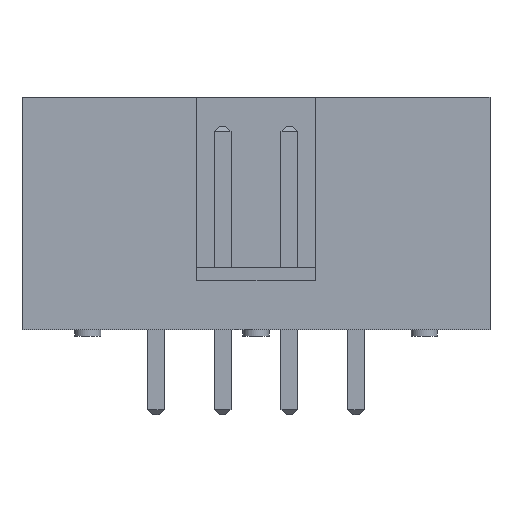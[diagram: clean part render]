
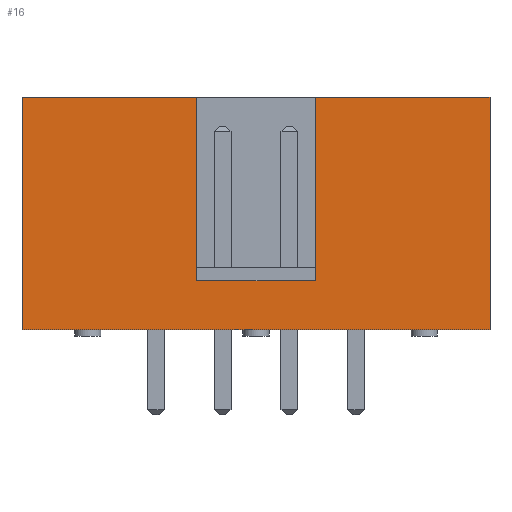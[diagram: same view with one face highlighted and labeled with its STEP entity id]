
A CAD part, left-side view. The second image highlights one B-rep face of the part: STEP entity #16.
In plain terms, the highlighted planar face has unit normal (-1, 0, 0).
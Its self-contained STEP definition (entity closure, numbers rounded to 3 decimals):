
#12=DIRECTION('',(0.,0.,1.));
#16=ADVANCED_FACE('',(#17),#69,.T.);
#17=FACE_BOUND('',#18,.T.);
#18=EDGE_LOOP('',(#19,#27,#34,#40,#45,#53,#61,#67));
#19=ORIENTED_EDGE('',*,*,#20,.F.);
#20=EDGE_CURVE('',#21,#23,#25,.T.);
#21=VERTEX_POINT('',#22);
#22=CARTESIAN_POINT('',(-3.155,5.1,0.25));
#23=VERTEX_POINT('',#24);
#24=CARTESIAN_POINT('',(-3.155,5.1,9.1));
#25=LINE('',#22,#26);
#26=VECTOR('',#12,1.);
#27=ORIENTED_EDGE('',*,*,#28,.T.);
#28=EDGE_CURVE('',#21,#29,#31,.T.);
#29=VERTEX_POINT('',#30);
#30=CARTESIAN_POINT('',(-3.155,-12.72,0.25));
#31=LINE('',#22,#32);
#32=VECTOR('',#33,1.);
#33=DIRECTION('',(0.,-1.,0.));
#34=ORIENTED_EDGE('',*,*,#35,.T.);
#35=EDGE_CURVE('',#29,#36,#38,.T.);
#36=VERTEX_POINT('',#37);
#37=CARTESIAN_POINT('',(-3.155,-12.72,9.1));
#38=LINE('',#39,#26);
#39=CARTESIAN_POINT('',(-3.155,-12.72,2.6));
#40=ORIENTED_EDGE('',*,*,#41,.F.);
#41=EDGE_CURVE('',#42,#36,#44,.T.);
#42=VERTEX_POINT('',#43);
#43=CARTESIAN_POINT('',(-3.155,-6.06,9.1));
#44=LINE('',#24,#32);
#45=ORIENTED_EDGE('',*,*,#46,.T.);
#46=EDGE_CURVE('',#42,#47,#49,.T.);
#47=VERTEX_POINT('',#48);
#48=CARTESIAN_POINT('',(-3.155,-6.06,2.1));
#49=LINE('',#50,#51);
#50=CARTESIAN_POINT('',(-3.155,-6.06,3.388));
#51=VECTOR('',#52,1.);
#52=DIRECTION('',(0.,0.,-1.));
#53=ORIENTED_EDGE('',*,*,#54,.T.);
#54=EDGE_CURVE('',#47,#55,#57,.T.);
#55=VERTEX_POINT('',#56);
#56=CARTESIAN_POINT('',(-3.155,-1.56,2.1));
#57=LINE('',#58,#59);
#58=CARTESIAN_POINT('',(-3.155,-3.81,2.1));
#59=VECTOR('',#60,1.);
#60=DIRECTION('',(0.,1.,0.));
#61=ORIENTED_EDGE('',*,*,#62,.T.);
#62=EDGE_CURVE('',#55,#63,#65,.T.);
#63=VERTEX_POINT('',#64);
#64=CARTESIAN_POINT('',(-3.155,-1.56,9.1));
#65=LINE('',#66,#26);
#66=CARTESIAN_POINT('',(-3.155,-1.56,3.388));
#67=ORIENTED_EDGE('',*,*,#68,.F.);
#68=EDGE_CURVE('',#23,#63,#44,.T.);
#69=PLANE('',#70);
#70=AXIS2_PLACEMENT_3D('',#71,#72,#52);
#71=CARTESIAN_POINT('',(-3.155,-3.81,4.675));
#72=DIRECTION('',(-1.,-0.,-0.));
